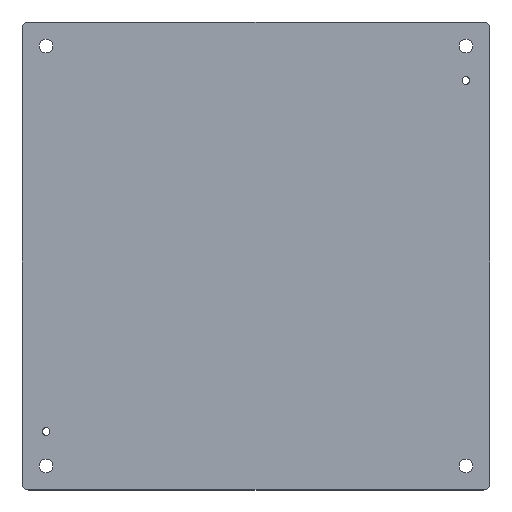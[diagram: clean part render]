
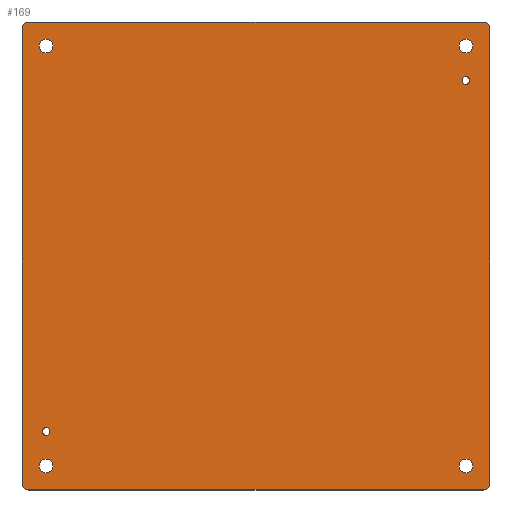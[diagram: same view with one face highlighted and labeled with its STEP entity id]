
A CAD part, top view. The second image highlights one B-rep face of the part: STEP entity #169.
In plain terms, the highlighted planar face has unit normal (0, 0, 1).
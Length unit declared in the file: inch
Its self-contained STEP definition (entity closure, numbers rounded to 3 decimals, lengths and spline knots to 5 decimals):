
#4 = AXIS2_PLACEMENT_3D ( 'NONE', #260, #432, #390 ) ;
#13 = CARTESIAN_POINT ( 'NONE',  ( 0., 8.5, 0. ) ) ;
#16 = ORIENTED_EDGE ( 'NONE', *, *, #406, .T. ) ;
#18 = CARTESIAN_POINT ( 'NONE',  ( 7.7655, 6.375, 0. ) ) ;
#23 = VECTOR ( 'NONE', #425, 39.37008 ) ;
#29 = CARTESIAN_POINT ( 'NONE',  ( -7.625, -6.375, 0. ) ) ;
#32 = AXIS2_PLACEMENT_3D ( 'NONE', #578, #44, #219 ) ;
#33 = AXIS2_PLACEMENT_3D ( 'NONE', #347, #39, #476 ) ;
#34 = DIRECTION ( 'NONE',  ( 0., 0., 1. ) ) ;
#39 = DIRECTION ( 'NONE',  ( 0., 0., -1. ) ) ;
#44 = DIRECTION ( 'NONE',  ( 0., 0., -1. ) ) ;
#45 = AXIS2_PLACEMENT_3D ( 'NONE', #251, #209, #255 ) ;
#52 = ORIENTED_EDGE ( 'NONE', *, *, #111, .T. ) ;
#58 = VERTEX_POINT ( 'NONE', #369 ) ;
#65 = EDGE_CURVE ( 'NONE', #77, #91, #472, .T. ) ;
#66 = EDGE_CURVE ( 'NONE', #191, #191, #415, .T. ) ;
#69 = LINE ( 'NONE', #386, #542 ) ;
#74 = PLANE ( 'NONE',  #45 ) ;
#77 = VERTEX_POINT ( 'NONE', #135 ) ;
#80 = LINE ( 'NONE', #126, #23 ) ;
#81 = DIRECTION ( 'NONE',  ( 0., 1., 0. ) ) ;
#82 = ORIENTED_EDGE ( 'NONE', *, *, #254, .T. ) ;
#88 = AXIS2_PLACEMENT_3D ( 'NONE', #119, #296, #349 ) ;
#91 = VERTEX_POINT ( 'NONE', #446 ) ;
#94 = EDGE_LOOP ( 'NONE', ( #544, #179, #218, #442, #139, #433, #304, #164 ) ) ;
#103 = EDGE_CURVE ( 'NONE', #256, #136, #426, .T. ) ;
#106 = VERTEX_POINT ( 'NONE', #506 ) ;
#109 = CIRCLE ( 'NONE', #4, 0.25 ) ;
#111 = EDGE_CURVE ( 'NONE', #508, #508, #552, .T. ) ;
#118 = FACE_BOUND ( 'NONE', #500, .T. ) ;
#119 = CARTESIAN_POINT ( 'NONE',  ( 7.625, 6.375, 0. ) ) ;
#121 = CIRCLE ( 'NONE', #88, 0.1405 ) ;
#123 = VECTOR ( 'NONE', #307, 39.37008 ) ;
#125 = DIRECTION ( 'NONE',  ( 0., 0., -1. ) ) ;
#126 = CARTESIAN_POINT ( 'NONE',  ( 0., -8.5, 0. ) ) ;
#130 = VERTEX_POINT ( 'NONE', #485 ) ;
#134 = VERTEX_POINT ( 'NONE', #212 ) ;
#135 = CARTESIAN_POINT ( 'NONE',  ( 8.5, 8.25, 0. ) ) ;
#136 = VERTEX_POINT ( 'NONE', #515 ) ;
#137 = AXIS2_PLACEMENT_3D ( 'NONE', #566, #206, #158 ) ;
#139 = ORIENTED_EDGE ( 'NONE', *, *, #194, .T. ) ;
#146 = CIRCLE ( 'NONE', #170, 0.14065 ) ;
#150 = EDGE_CURVE ( 'NONE', #136, #130, #465, .T. ) ;
#157 = AXIS2_PLACEMENT_3D ( 'NONE', #359, #317, #262 ) ;
#158 = DIRECTION ( 'NONE',  ( 1., 0., 0. ) ) ;
#164 = ORIENTED_EDGE ( 'NONE', *, *, #301, .T. ) ;
#169 = ADVANCED_FACE ( 'NONE', ( #517, #118, #295, #477, #346, #378, #422 ), #74, .T. ) ;
#170 = AXIS2_PLACEMENT_3D ( 'NONE', #29, #125, #303 ) ;
#176 = EDGE_LOOP ( 'NONE', ( #320 ) ) ;
#179 = ORIENTED_EDGE ( 'NONE', *, *, #150, .T. ) ;
#180 = CARTESIAN_POINT ( 'NONE',  ( -8.25, 8.5, 0. ) ) ;
#187 = VERTEX_POINT ( 'NONE', #18 ) ;
#188 = CARTESIAN_POINT ( 'NONE',  ( -8.25, 8.25, 0. ) ) ;
#191 = VERTEX_POINT ( 'NONE', #328 ) ;
#194 = EDGE_CURVE ( 'NONE', #134, #77, #69, .T. ) ;
#196 = AXIS2_PLACEMENT_3D ( 'NONE', #436, #247, #217 ) ;
#199 = CIRCLE ( 'NONE', #525, 0.25 ) ;
#206 = DIRECTION ( 'NONE',  ( 0., 0., -1. ) ) ;
#209 = DIRECTION ( 'NONE',  ( 0., 0., 1. ) ) ;
#212 = CARTESIAN_POINT ( 'NONE',  ( 8.5, -8.25, 0. ) ) ;
#217 = DIRECTION ( 'NONE',  ( 1., 0., 0. ) ) ;
#218 = ORIENTED_EDGE ( 'NONE', *, *, #498, .T. ) ;
#219 = DIRECTION ( 'NONE',  ( 1., 0., 0. ) ) ;
#222 = EDGE_LOOP ( 'NONE', ( #52 ) ) ;
#232 = ORIENTED_EDGE ( 'NONE', *, *, #66, .T. ) ;
#239 = CARTESIAN_POINT ( 'NONE',  ( -7.375, -7.625, 0. ) ) ;
#247 = DIRECTION ( 'NONE',  ( 0., 0., 1. ) ) ;
#251 = CARTESIAN_POINT ( 'NONE',  ( 0., 0., 0. ) ) ;
#254 = EDGE_CURVE ( 'NONE', #58, #58, #146, .T. ) ;
#255 = DIRECTION ( 'NONE',  ( 1., 0., 0. ) ) ;
#256 = VERTEX_POINT ( 'NONE', #258 ) ;
#257 = CARTESIAN_POINT ( 'NONE',  ( 8.25, -8.5, 0. ) ) ;
#258 = CARTESIAN_POINT ( 'NONE',  ( -8.5, 8.25, 0. ) ) ;
#260 = CARTESIAN_POINT ( 'NONE',  ( 7.625, 7.625, 0. ) ) ;
#262 = DIRECTION ( 'NONE',  ( 1., 0., 0. ) ) ;
#270 = ORIENTED_EDGE ( 'NONE', *, *, #536, .T. ) ;
#292 = AXIS2_PLACEMENT_3D ( 'NONE', #388, #34, #475 ) ;
#295 = FACE_BOUND ( 'NONE', #580, .T. ) ;
#296 = DIRECTION ( 'NONE',  ( 0., 0., -1. ) ) ;
#297 = EDGE_CURVE ( 'NONE', #91, #308, #499, .T. ) ;
#301 = EDGE_CURVE ( 'NONE', #308, #256, #199, .T. ) ;
#303 = DIRECTION ( 'NONE',  ( 1., 0., 0. ) ) ;
#304 = ORIENTED_EDGE ( 'NONE', *, *, #297, .T. ) ;
#307 = DIRECTION ( 'NONE',  ( -1., 0., 0. ) ) ;
#308 = VERTEX_POINT ( 'NONE', #180 ) ;
#316 = VECTOR ( 'NONE', #430, 39.37008 ) ;
#317 = DIRECTION ( 'NONE',  ( 0., 0., 1. ) ) ;
#319 = DIRECTION ( 'NONE',  ( 1., 0., 0. ) ) ;
#320 = ORIENTED_EDGE ( 'NONE', *, *, #509, .T. ) ;
#325 = VERTEX_POINT ( 'NONE', #457 ) ;
#328 = CARTESIAN_POINT ( 'NONE',  ( 7.875, -7.625, 0. ) ) ;
#339 = CARTESIAN_POINT ( 'NONE',  ( -8.5, 0., 0. ) ) ;
#346 = FACE_BOUND ( 'NONE', #450, .T. ) ;
#347 = CARTESIAN_POINT ( 'NONE',  ( -7.625, 7.625, 0. ) ) ;
#349 = DIRECTION ( 'NONE',  ( 1., 0., 0. ) ) ;
#359 = CARTESIAN_POINT ( 'NONE',  ( 8.25, 8.25, 0. ) ) ;
#369 = CARTESIAN_POINT ( 'NONE',  ( -7.48435, -6.375, 0. ) ) ;
#378 = FACE_BOUND ( 'NONE', #495, .T. ) ;
#386 = CARTESIAN_POINT ( 'NONE',  ( 8.5, 0., 0. ) ) ;
#388 = CARTESIAN_POINT ( 'NONE',  ( -8.25, -8.25, 0. ) ) ;
#390 = DIRECTION ( 'NONE',  ( 1., 0., 0. ) ) ;
#399 = DIRECTION ( 'NONE',  ( 0., 0., 1. ) ) ;
#406 = EDGE_CURVE ( 'NONE', #106, #106, #511, .T. ) ;
#415 = CIRCLE ( 'NONE', #32, 0.25 ) ;
#422 = FACE_OUTER_BOUND ( 'NONE', #94, .T. ) ;
#425 = DIRECTION ( 'NONE',  ( 1., 0., 0. ) ) ;
#426 = LINE ( 'NONE', #339, #316 ) ;
#430 = DIRECTION ( 'NONE',  ( 0., -1., 0. ) ) ;
#432 = DIRECTION ( 'NONE',  ( 0., 0., -1. ) ) ;
#433 = ORIENTED_EDGE ( 'NONE', *, *, #65, .T. ) ;
#436 = CARTESIAN_POINT ( 'NONE',  ( 8.25, -8.25, 0. ) ) ;
#442 = ORIENTED_EDGE ( 'NONE', *, *, #570, .T. ) ;
#446 = CARTESIAN_POINT ( 'NONE',  ( 8.25, 8.5, 0. ) ) ;
#449 = CIRCLE ( 'NONE', #196, 0.25 ) ;
#450 = EDGE_LOOP ( 'NONE', ( #16 ) ) ;
#457 = CARTESIAN_POINT ( 'NONE',  ( 7.875, 7.625, 0. ) ) ;
#461 = VERTEX_POINT ( 'NONE', #257 ) ;
#465 = CIRCLE ( 'NONE', #292, 0.25 ) ;
#472 = CIRCLE ( 'NONE', #157, 0.25 ) ;
#475 = DIRECTION ( 'NONE',  ( 1., 0., 0. ) ) ;
#476 = DIRECTION ( 'NONE',  ( 1., 0., 0. ) ) ;
#477 = FACE_BOUND ( 'NONE', #176, .T. ) ;
#485 = CARTESIAN_POINT ( 'NONE',  ( -8.25, -8.5, 0. ) ) ;
#495 = EDGE_LOOP ( 'NONE', ( #232 ) ) ;
#498 = EDGE_CURVE ( 'NONE', #130, #461, #80, .T. ) ;
#499 = LINE ( 'NONE', #13, #123 ) ;
#500 = EDGE_LOOP ( 'NONE', ( #270 ) ) ;
#506 = CARTESIAN_POINT ( 'NONE',  ( -7.375, 7.625, 0. ) ) ;
#508 = VERTEX_POINT ( 'NONE', #239 ) ;
#509 = EDGE_CURVE ( 'NONE', #325, #325, #109, .T. ) ;
#511 = CIRCLE ( 'NONE', #33, 0.25 ) ;
#515 = CARTESIAN_POINT ( 'NONE',  ( -8.5, -8.25, 0. ) ) ;
#517 = FACE_BOUND ( 'NONE', #222, .T. ) ;
#525 = AXIS2_PLACEMENT_3D ( 'NONE', #188, #399, #319 ) ;
#536 = EDGE_CURVE ( 'NONE', #187, #187, #121, .T. ) ;
#542 = VECTOR ( 'NONE', #81, 39.37008 ) ;
#544 = ORIENTED_EDGE ( 'NONE', *, *, #103, .T. ) ;
#552 = CIRCLE ( 'NONE', #137, 0.25 ) ;
#566 = CARTESIAN_POINT ( 'NONE',  ( -7.625, -7.625, 0. ) ) ;
#570 = EDGE_CURVE ( 'NONE', #461, #134, #449, .T. ) ;
#578 = CARTESIAN_POINT ( 'NONE',  ( 7.625, -7.625, 0. ) ) ;
#580 = EDGE_LOOP ( 'NONE', ( #82 ) ) ;
